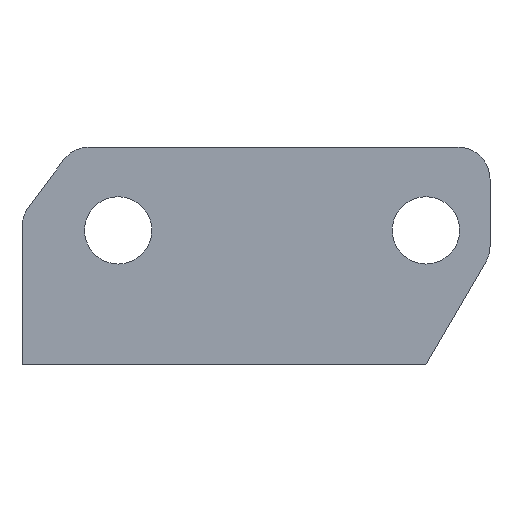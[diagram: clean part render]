
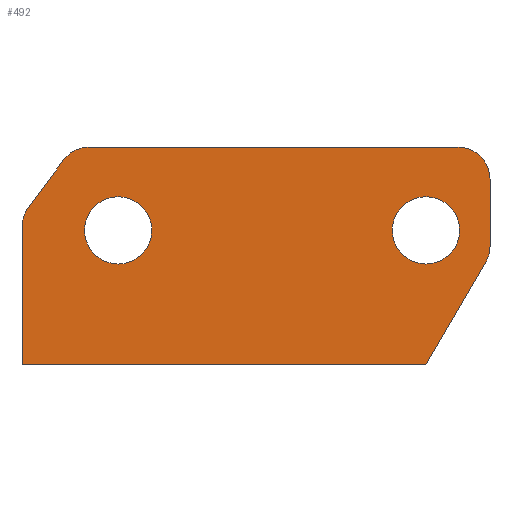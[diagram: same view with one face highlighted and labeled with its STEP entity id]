
A CAD part, left-side view. The second image highlights one B-rep face of the part: STEP entity #492.
In plain terms, the highlighted planar face has unit normal (-1, 0, 0).
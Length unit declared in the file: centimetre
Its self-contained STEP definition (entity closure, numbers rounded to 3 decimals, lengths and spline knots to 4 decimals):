
#32=FACE_BOUND('',#75,.T.);
#33=FACE_BOUND('',#76,.T.);
#44=FACE_OUTER_BOUND('',#74,.T.);
#74=EDGE_LOOP('',(#354,#355,#356,#357,#358,#359,#360,#361,#362,#363));
#75=EDGE_LOOP('',(#364));
#76=EDGE_LOOP('',(#365));
#118=LINE('',#756,#162);
#119=LINE('',#758,#163);
#120=LINE('',#760,#164);
#121=LINE('',#764,#165);
#122=LINE('',#768,#166);
#123=LINE('',#771,#167);
#162=VECTOR('',#602,2.1605);
#163=VECTOR('',#603,6.3);
#164=VECTOR('',#604,1.8502);
#165=VECTOR('',#607,1.0494);
#166=VECTOR('',#610,5.7491);
#167=VECTOR('',#613,0.9219);
#204=CIRCLE('',#528,0.5);
#205=CIRCLE('',#530,0.5);
#206=CIRCLE('',#531,0.5);
#207=CIRCLE('',#532,0.5);
#208=CIRCLE('',#533,0.525);
#209=CIRCLE('',#534,0.525);
#234=VERTEX_POINT('',#749);
#235=VERTEX_POINT('',#750);
#236=VERTEX_POINT('',#755);
#237=VERTEX_POINT('',#757);
#238=VERTEX_POINT('',#759);
#239=VERTEX_POINT('',#761);
#240=VERTEX_POINT('',#763);
#241=VERTEX_POINT('',#765);
#242=VERTEX_POINT('',#767);
#243=VERTEX_POINT('',#769);
#244=VERTEX_POINT('',#772);
#245=VERTEX_POINT('',#774);
#282=EDGE_CURVE('',#234,#235,#204,.T.);
#285=EDGE_CURVE('',#236,#235,#118,.T.);
#286=EDGE_CURVE('',#237,#236,#119,.T.);
#287=EDGE_CURVE('',#237,#238,#120,.T.);
#288=EDGE_CURVE('',#238,#239,#205,.T.);
#289=EDGE_CURVE('',#240,#239,#121,.T.);
#290=EDGE_CURVE('',#240,#241,#206,.T.);
#291=EDGE_CURVE('',#242,#241,#122,.T.);
#292=EDGE_CURVE('',#242,#243,#207,.T.);
#293=EDGE_CURVE('',#243,#234,#123,.T.);
#294=EDGE_CURVE('',#244,#244,#208,.T.);
#295=EDGE_CURVE('',#245,#245,#209,.T.);
#354=ORIENTED_EDGE('',*,*,#282,.T.);
#355=ORIENTED_EDGE('',*,*,#285,.F.);
#356=ORIENTED_EDGE('',*,*,#286,.F.);
#357=ORIENTED_EDGE('',*,*,#287,.T.);
#358=ORIENTED_EDGE('',*,*,#288,.T.);
#359=ORIENTED_EDGE('',*,*,#289,.F.);
#360=ORIENTED_EDGE('',*,*,#290,.T.);
#361=ORIENTED_EDGE('',*,*,#291,.F.);
#362=ORIENTED_EDGE('',*,*,#292,.T.);
#363=ORIENTED_EDGE('',*,*,#293,.T.);
#364=ORIENTED_EDGE('',*,*,#294,.T.);
#365=ORIENTED_EDGE('',*,*,#295,.T.);
#475=PLANE('',#529);
#492=ADVANCED_FACE('',(#44,#32,#33),#475,.T.);
#528=AXIS2_PLACEMENT_3D('',#751,#596,#597);
#529=AXIS2_PLACEMENT_3D('',#754,#600,#601);
#530=AXIS2_PLACEMENT_3D('',#762,#605,#606);
#531=AXIS2_PLACEMENT_3D('',#766,#608,#609);
#532=AXIS2_PLACEMENT_3D('',#770,#611,#612);
#533=AXIS2_PLACEMENT_3D('',#773,#614,#615);
#534=AXIS2_PLACEMENT_3D('',#775,#616,#617);
#596=DIRECTION('center_axis',(-1.,0.,0.));
#597=DIRECTION('ref_axis',(0.,0.802,0.598));
#600=DIRECTION('center_axis',(-1.,0.,0.));
#601=DIRECTION('ref_axis',(0.,0.,1.));
#602=DIRECTION('',(0.,0.,1.));
#603=DIRECTION('',(0.,1.,0.));
#604=DIRECTION('',(0.,-0.504,0.864));
#605=DIRECTION('center_axis',(-1.,0.,0.));
#606=DIRECTION('ref_axis',(0.,-0.864,-0.504));
#607=DIRECTION('',(0.,0.,-1.));
#608=DIRECTION('center_axis',(-1.,0.,0.));
#609=DIRECTION('ref_axis',(0.,-1.,0.));
#610=DIRECTION('',(0.,-1.,0.));
#611=DIRECTION('center_axis',(-1.,0.,0.));
#612=DIRECTION('ref_axis',(0.,0.,1.));
#613=DIRECTION('',(0.,0.598,-0.802));
#614=DIRECTION('center_axis',(1.,0.,0.));
#615=DIRECTION('ref_axis',(0.,0.,1.));
#616=DIRECTION('center_axis',(1.,0.,0.));
#617=DIRECTION('ref_axis',(0.,0.,1.));
#749=CARTESIAN_POINT('',(-2.4,0.7009,3.0997));
#750=CARTESIAN_POINT('',(-2.4,0.8,2.8009));
#751=CARTESIAN_POINT('Origin',(-2.4,0.3,2.8009));
#754=CARTESIAN_POINT('Origin',(-2.4,0.,0.));
#755=CARTESIAN_POINT('',(-2.4,0.8,0.6403));
#756=CARTESIAN_POINT('',(-2.4,0.8,0.6403));
#757=CARTESIAN_POINT('',(-2.4,-5.5,0.6403));
#758=CARTESIAN_POINT('',(-2.4,-5.5,0.6403));
#759=CARTESIAN_POINT('',(-2.4,-6.4319,2.2387));
#760=CARTESIAN_POINT('',(-2.4,-5.5,0.6403));
#761=CARTESIAN_POINT('',(-2.4,-6.5,2.4906));
#762=CARTESIAN_POINT('Origin',(-2.4,-6.,2.4906));
#763=CARTESIAN_POINT('',(-2.4,-6.5,3.54));
#764=CARTESIAN_POINT('',(-2.4,-6.5,3.54));
#765=CARTESIAN_POINT('',(-2.4,-6.,4.04));
#766=CARTESIAN_POINT('Origin',(-2.4,-6.,3.54));
#767=CARTESIAN_POINT('',(-2.4,-0.2509,4.04));
#768=CARTESIAN_POINT('',(-2.4,-0.2509,4.04));
#769=CARTESIAN_POINT('',(-2.4,0.15,3.8388));
#770=CARTESIAN_POINT('Origin',(-2.4,-0.2509,3.54));
#771=CARTESIAN_POINT('',(-2.4,0.15,3.8388));
#772=CARTESIAN_POINT('',(-2.4,-1.225,2.74));
#773=CARTESIAN_POINT('Origin',(-2.4,-0.7,2.74));
#774=CARTESIAN_POINT('',(-2.4,-6.025,2.74));
#775=CARTESIAN_POINT('Origin',(-2.4,-5.5,2.74));
